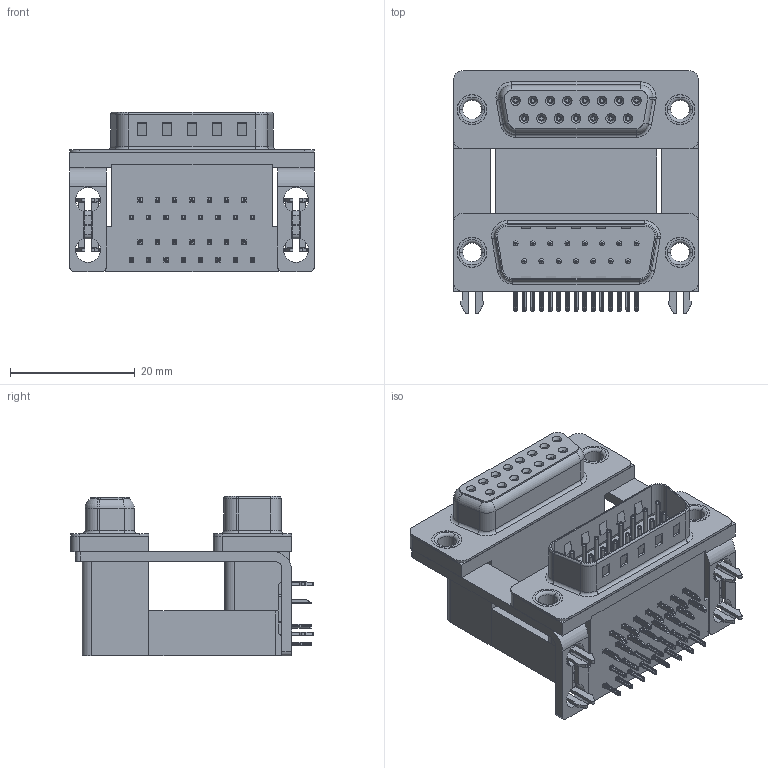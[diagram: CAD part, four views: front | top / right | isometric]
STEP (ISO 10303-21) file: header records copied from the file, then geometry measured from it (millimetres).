
FILE_DESCRIPTION (( 'STEP AP203' ), '1' );
FILE_NAME ('664-015-264-030.STEP', '2022-06-20T14:54:41', ( '' ), ( '' ), 'SwSTEP 2.0', 'SolidWorks 2020', '' );
FILE_SCHEMA (( 'CONFIG_CONTROL_DESIGN' ));
Length unit declared in the file: millimetre
Products named in the file (13): 664 Housing Spacer_15 Contacts H; 664 Contact Top Lower; 664 2 Prong Board Lock_3; 664 Contact Bottom Lower; 664-015-264-030; 664 Thru Hole Rivet; 664 Shell Receptacle_15 Contacts; 664 Housing Lower_15 Contacts; 664 Contact Bottom Upper_H; 664 Housing Upper_15 Contacts H; 664 Mounting Bracket_2ProngH; 664 Contact Top Upper_H; 664 Shell Plug_15 Contacts
Assembly tree (43 placements, depth 2):
  664-015-264-030
    664 Housing Lower_15 Contacts
    664 Housing Spacer_15 Contacts H
    664 Housing Upper_15 Contacts H
    664 Shell Plug_15 Contacts
    664 Shell Receptacle_15 Contacts
    664 Contact Bottom Lower  x7
    664 Contact Top Lower  x8
    664 Contact Bottom Upper_H  x7
    664 Contact Top Upper_H  x8
    664 Mounting Bracket_2ProngH  x2
    664 2 Prong Board Lock_3  x2
    664 Thru Hole Rivet  x4
Bounding box: 39.19 x 38.91 x 25.6 mm (x, y, z)
Volume: 15920.7 mm3; surface area: 17752.1 mm2
Topology: 43 solids, 43 shells, 3980 faces, 10253 edges, 6421 vertices
Faces by surface type: plane 2117, cylinder 1028, bspline 512, cone 180, torus 143
Entity records: 44139 total; most frequent: CARTESIAN_POINT 10404, ORIENTED_EDGE 6600, DIRECTION 6315, EDGE_CURVE 3300, LINE 2301, VECTOR 2301, VERTEX_POINT 2111, AXIS2_PLACEMENT_3D 2007
